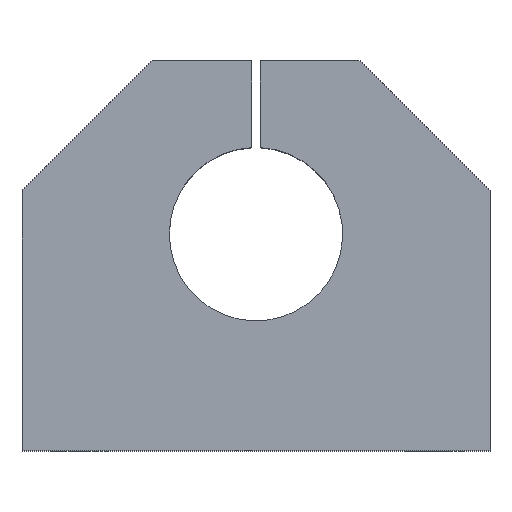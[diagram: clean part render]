
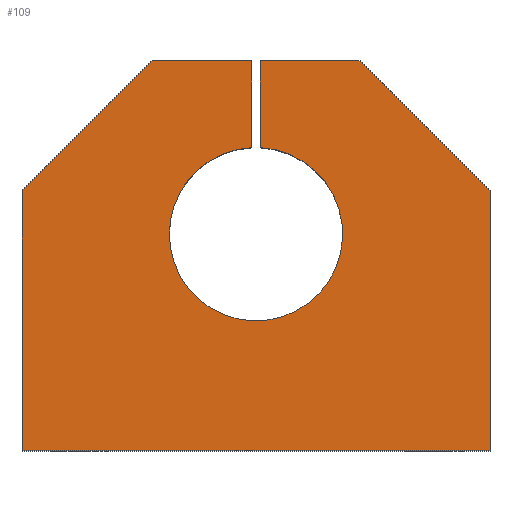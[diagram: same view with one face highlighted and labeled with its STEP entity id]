
A CAD part, top view. The second image highlights one B-rep face of the part: STEP entity #109.
In plain terms, the highlighted planar face has unit normal (0, 0, 1).
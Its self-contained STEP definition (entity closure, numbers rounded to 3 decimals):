
#109 = ADVANCED_FACE( '', ( #191 ), #192, .T. );
#191 = FACE_OUTER_BOUND( '', #274, .T. );
#192 = PLANE( '', #275 );
#274 = EDGE_LOOP( '', ( #540, #541, #542, #543, #544, #545, #546, #547, #548, #549, #550 ) );
#275 = AXIS2_PLACEMENT_3D( '', #551, #552, #553 );
#540 = ORIENTED_EDGE( '', *, *, #634, .F. );
#541 = ORIENTED_EDGE( '', *, *, #657, .F. );
#542 = ORIENTED_EDGE( '', *, *, #654, .F. );
#543 = ORIENTED_EDGE( '', *, *, #618, .F. );
#544 = ORIENTED_EDGE( '', *, *, #652, .F. );
#545 = ORIENTED_EDGE( '', *, *, #649, .F. );
#546 = ORIENTED_EDGE( '', *, *, #569, .F. );
#547 = ORIENTED_EDGE( '', *, *, #648, .F. );
#548 = ORIENTED_EDGE( '', *, *, #644, .F. );
#549 = ORIENTED_EDGE( '', *, *, #641, .F. );
#550 = ORIENTED_EDGE( '', *, *, #638, .F. );
#551 = CARTESIAN_POINT( '', ( 0., 0., 48. ) );
#552 = DIRECTION( '', ( 0., 0., 1. ) );
#553 = DIRECTION( '', ( 1., 0., 0. ) );
#569 = EDGE_CURVE( '', #659, #662, #663, .T. );
#618 = EDGE_CURVE( '', #751, #752, #753, .T. );
#634 = EDGE_CURVE( '', #771, #772, #773, .T. );
#638 = EDGE_CURVE( '', #772, #779, #780, .T. );
#641 = EDGE_CURVE( '', #779, #784, #785, .T. );
#644 = EDGE_CURVE( '', #784, #789, #790, .T. );
#648 = EDGE_CURVE( '', #789, #659, #795, .T. );
#649 = EDGE_CURVE( '', #662, #796, #797, .T. );
#652 = EDGE_CURVE( '', #796, #751, #801, .T. );
#654 = EDGE_CURVE( '', #752, #803, #804, .T. );
#657 = EDGE_CURVE( '', #803, #771, #808, .T. );
#659 = VERTEX_POINT( '', #810 );
#662 = VERTEX_POINT( '', #814 );
#663 = CIRCLE( '', #815, 20. );
#751 = VERTEX_POINT( '', #1074 );
#752 = VERTEX_POINT( '', #1075 );
#753 = LINE( '', #1076, #1077 );
#771 = VERTEX_POINT( '', #1098 );
#772 = VERTEX_POINT( '', #1099 );
#773 = LINE( '', #1100, #1101 );
#779 = VERTEX_POINT( '', #1110 );
#780 = LINE( '', #1111, #1112 );
#784 = VERTEX_POINT( '', #1118 );
#785 = LINE( '', #1119, #1120 );
#789 = VERTEX_POINT( '', #1126 );
#790 = LINE( '', #1127, #1128 );
#795 = CIRCLE( '', #1135, 20. );
#796 = VERTEX_POINT( '', #1136 );
#797 = LINE( '', #1137, #1138 );
#801 = LINE( '', #1144, #1145 );
#803 = VERTEX_POINT( '', #1148 );
#804 = LINE( '', #1149, #1150 );
#808 = LINE( '', #1156, #1157 );
#810 = CARTESIAN_POINT( '', ( -1., 30.025, 48. ) );
#814 = CARTESIAN_POINT( '', ( 1., 69.975, 48. ) );
#815 = AXIS2_PLACEMENT_3D( '', #1161, #1162, #1163 );
#1074 = CARTESIAN_POINT( '', ( 24., 90., 48. ) );
#1075 = CARTESIAN_POINT( '', ( 54., 60., 48. ) );
#1076 = CARTESIAN_POINT( '', ( 54., 60., 48. ) );
#1077 = VECTOR( '', #1253, 1. );
#1098 = CARTESIAN_POINT( '', ( -54., 0., 48. ) );
#1099 = CARTESIAN_POINT( '', ( -54., 60., 48. ) );
#1100 = CARTESIAN_POINT( '', ( -54., 60., 48. ) );
#1101 = VECTOR( '', #1293, 1. );
#1110 = CARTESIAN_POINT( '', ( -24., 90., 48. ) );
#1111 = CARTESIAN_POINT( '', ( -24., 90., 48. ) );
#1112 = VECTOR( '', #1297, 1. );
#1118 = CARTESIAN_POINT( '', ( -1., 90., 48. ) );
#1119 = CARTESIAN_POINT( '', ( -1., 90., 48. ) );
#1120 = VECTOR( '', #1300, 1. );
#1126 = CARTESIAN_POINT( '', ( -1., 69.975, 48. ) );
#1127 = CARTESIAN_POINT( '', ( -1., 69.975, 48. ) );
#1128 = VECTOR( '', #1303, 1. );
#1135 = AXIS2_PLACEMENT_3D( '', #1309, #1310, #1311 );
#1136 = CARTESIAN_POINT( '', ( 1., 90., 48. ) );
#1137 = CARTESIAN_POINT( '', ( 1., 90., 48. ) );
#1138 = VECTOR( '', #1312, 1. );
#1144 = CARTESIAN_POINT( '', ( 24., 90., 48. ) );
#1145 = VECTOR( '', #1315, 1. );
#1148 = CARTESIAN_POINT( '', ( 54., 0., 48. ) );
#1149 = CARTESIAN_POINT( '', ( 54., 0., 48. ) );
#1150 = VECTOR( '', #1317, 1. );
#1156 = CARTESIAN_POINT( '', ( -54., 0., 48. ) );
#1157 = VECTOR( '', #1320, 1. );
#1161 = CARTESIAN_POINT( '', ( 0., 50., 48. ) );
#1162 = DIRECTION( '', ( 0., 0., 1. ) );
#1163 = DIRECTION( '', ( 0.05, 0.999, 0. ) );
#1253 = DIRECTION( '', ( 0.707, -0.707, 0. ) );
#1293 = DIRECTION( '', ( 0., 1., 0. ) );
#1297 = DIRECTION( '', ( 0.707, 0.707, 0. ) );
#1300 = DIRECTION( '', ( 1., 0., 0. ) );
#1303 = DIRECTION( '', ( 0., -1., 0. ) );
#1309 = CARTESIAN_POINT( '', ( 0., 50., 48. ) );
#1310 = DIRECTION( '', ( 0., 0., 1. ) );
#1311 = DIRECTION( '', ( 0.05, 0.999, 0. ) );
#1312 = DIRECTION( '', ( 0., 1., 0. ) );
#1315 = DIRECTION( '', ( 1., 0., 0. ) );
#1317 = DIRECTION( '', ( 0., -1., 0. ) );
#1320 = DIRECTION( '', ( -1., 0., 0. ) );
